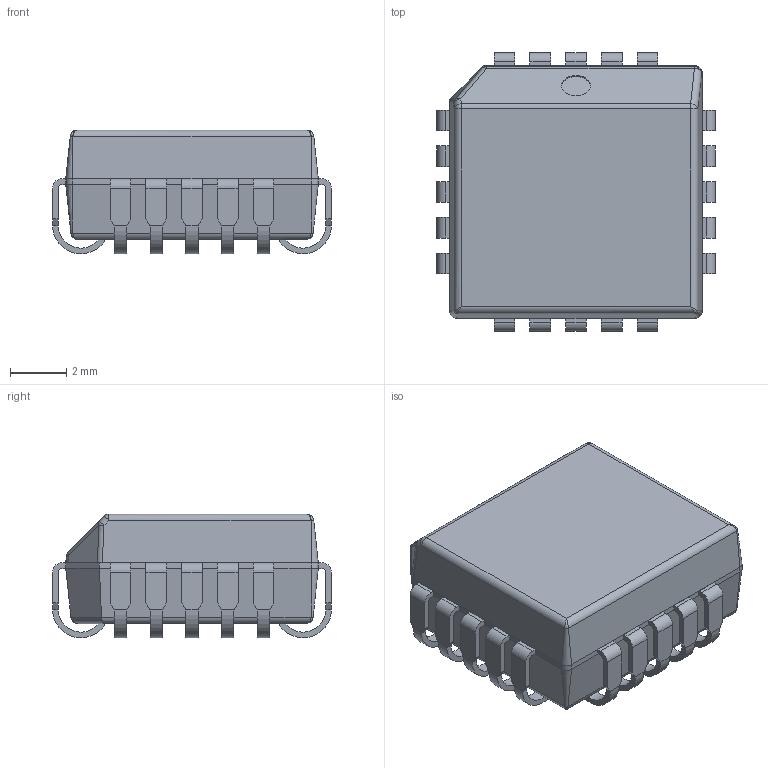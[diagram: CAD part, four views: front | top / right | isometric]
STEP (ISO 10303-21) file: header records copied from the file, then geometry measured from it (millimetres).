
FILE_DESCRIPTION((''),'2;1');
FILE_NAME('FN0020A_ASM','2017-04-27T',('a0412025'),(''),'CREO PARAMETRIC BY PTC INC, 2016050','CREO PARAMETRIC BY PTC INC, 2016050','');
FILE_SCHEMA(('AUTOMOTIVE_DESIGN { 1 0 10303 214 1 1 1 1 }'));
Length unit declared in the file: inch
Products named in the file (5): BODY-TOP-PLCC; BODY-MIDDLE-PLCC; BODY-BOTTOM-PLCC; LEAD-PLCC; FN0020A_ASM
Assembly tree (23 placements, depth 2):
  FN0020A_ASM
    BODY-TOP-PLCC
    BODY-MIDDLE-PLCC
    BODY-BOTTOM-PLCC
    LEAD-PLCC  x20
Bounding box: 9.91 x 9.91 x 4.39 mm (x, y, z)
Volume: 286.1 mm3; surface area: 733.4 mm2
Topology: 23 solids, 23 shells, 395 faces, 1003 edges, 658 vertices
Faces by surface type: plane 271, cylinder 107, bspline 7, cone 6, sphere 4
Entity records: 4352 total; most frequent: CARTESIAN_POINT 1021, DIRECTION 456, ORIENTED_EDGE 410, PRESENTATION_STYLE_ASSIGNMENT 209, STYLED_ITEM 209, CURVE_STYLE 205, EDGE_CURVE 205, AXIS2_PLACEMENT_3D 165
